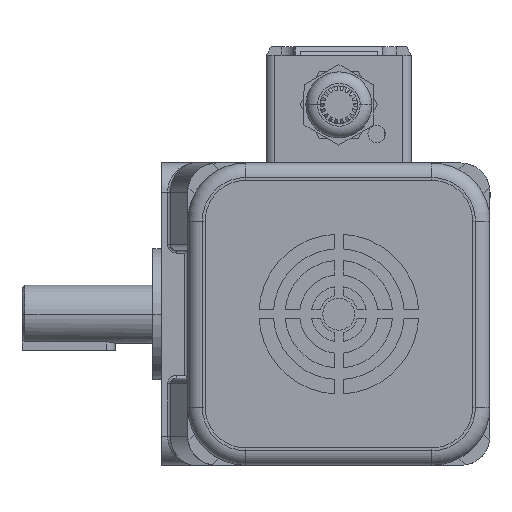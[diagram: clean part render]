
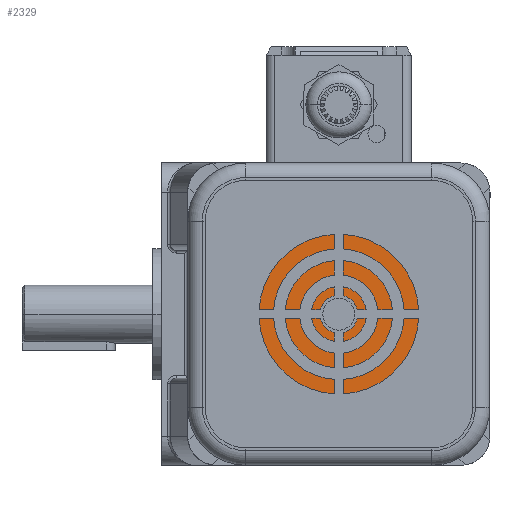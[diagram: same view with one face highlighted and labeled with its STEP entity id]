
A CAD part, front view. The second image highlights one B-rep face of the part: STEP entity #2329.
In plain terms, the highlighted planar face has unit normal (0, -1, 0).
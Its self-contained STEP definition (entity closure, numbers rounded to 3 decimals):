
#921 = DIRECTION ( 'NONE',  ( 0., 0., 1. ) ) ;
#2329 = ADVANCED_FACE ( 'NONE', ( #29216, #14183 ), #11186, .F. ) ;
#2777 = CARTESIAN_POINT ( 'NONE',  ( 0., 0., 0. ) ) ;
#3026 = ORIENTED_EDGE ( 'NONE', *, *, #24826, .T. ) ;
#4555 = VERTEX_POINT ( 'NONE', #15174 ) ;
#5646 = DIRECTION ( 'NONE',  ( 0., 0., 1. ) ) ;
#6146 = ORIENTED_EDGE ( 'NONE', *, *, #20095, .T. ) ;
#7299 = CARTESIAN_POINT ( 'NONE',  ( 0., 0., 0. ) ) ;
#8187 = DIRECTION ( 'NONE',  ( 0., -1., 0. ) ) ;
#10180 = DIRECTION ( 'NONE',  ( 0., 0., 1. ) ) ;
#10447 = AXIS2_PLACEMENT_3D ( 'NONE', #7299, #26994, #10180 ) ;
#10546 = DIRECTION ( 'NONE',  ( 0., 0., 1. ) ) ;
#10586 = CIRCLE ( 'NONE', #26642, 46.5 ) ;
#10670 = DIRECTION ( 'NONE',  ( 0., 1., 0. ) ) ;
#11186 = PLANE ( 'NONE',  #11999 ) ;
#11388 = CARTESIAN_POINT ( 'NONE',  ( 0., 0., 0. ) ) ;
#11976 = CIRCLE ( 'NONE', #10447, 6. ) ;
#11999 = AXIS2_PLACEMENT_3D ( 'NONE', #11388, #10670, #10546 ) ;
#12691 = CIRCLE ( 'NONE', #23865, 6. ) ;
#13137 = CARTESIAN_POINT ( 'NONE',  ( 0., 0., 46.5 ) ) ;
#14183 = FACE_OUTER_BOUND ( 'NONE', #24655, .T. ) ;
#15174 = CARTESIAN_POINT ( 'NONE',  ( 0., 0., -46.5 ) ) ;
#15446 = ORIENTED_EDGE ( 'NONE', *, *, #22738, .T. ) ;
#16420 = EDGE_CURVE ( 'NONE', #34792, #33884, #11976, .T. ) ;
#16634 = AXIS2_PLACEMENT_3D ( 'NONE', #34812, #17886, #921 ) ;
#17886 = DIRECTION ( 'NONE',  ( 0., -1., 0. ) ) ;
#20095 = EDGE_CURVE ( 'NONE', #33884, #34792, #12691, .T. ) ;
#20187 = ORIENTED_EDGE ( 'NONE', *, *, #16420, .T. ) ;
#21359 = CARTESIAN_POINT ( 'NONE',  ( 0., 0., 6. ) ) ;
#22438 = DIRECTION ( 'NONE',  ( 0., 1., 0. ) ) ;
#22738 = EDGE_CURVE ( 'NONE', #34160, #4555, #25256, .T. ) ;
#23865 = AXIS2_PLACEMENT_3D ( 'NONE', #2777, #22438, #5646 ) ;
#24655 = EDGE_LOOP ( 'NONE', ( #15446, #3026 ) ) ;
#24826 = EDGE_CURVE ( 'NONE', #4555, #34160, #10586, .T. ) ;
#24961 = CARTESIAN_POINT ( 'NONE',  ( 0., 0., 0. ) ) ;
#25256 = CIRCLE ( 'NONE', #16634, 46.5 ) ;
#26642 = AXIS2_PLACEMENT_3D ( 'NONE', #24961, #8187, #27882 ) ;
#26994 = DIRECTION ( 'NONE',  ( 0., 1., 0. ) ) ;
#27882 = DIRECTION ( 'NONE',  ( 0., 0., 1. ) ) ;
#29216 = FACE_BOUND ( 'NONE', #29237, .T. ) ;
#29237 = EDGE_LOOP ( 'NONE', ( #20187, #6146 ) ) ;
#30283 = CARTESIAN_POINT ( 'NONE',  ( 0., 0., -6. ) ) ;
#33884 = VERTEX_POINT ( 'NONE', #30283 ) ;
#34160 = VERTEX_POINT ( 'NONE', #13137 ) ;
#34792 = VERTEX_POINT ( 'NONE', #21359 ) ;
#34812 = CARTESIAN_POINT ( 'NONE',  ( 0., 0., 0. ) ) ;
